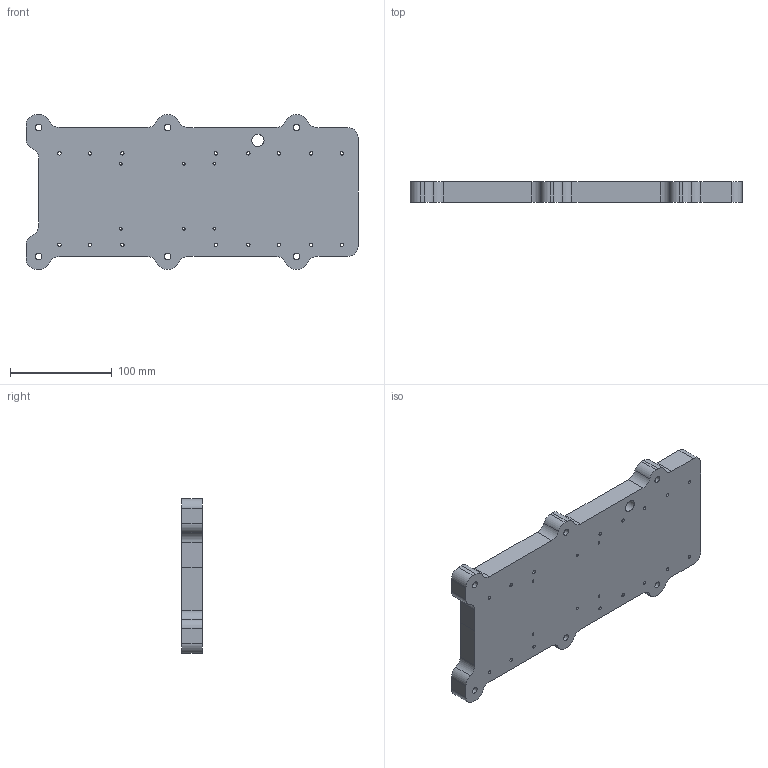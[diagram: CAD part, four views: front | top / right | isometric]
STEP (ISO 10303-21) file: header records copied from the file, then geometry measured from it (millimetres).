
FILE_DESCRIPTION(/* description */ (''),/* implementation_level */ '2;1');
FILE_NAME(/* name */ 'heatSinkBlock-5Head v1.step',/* time_stamp */ '2019-11-11T14:10:49-08:00',/* author */ (''),/* organization */ (''),/* preprocessor_version */ 'ST-DEVELOPER v18',/* originating_system */ 'Autodesk Translation Framework v8.6.0.1094',/* authorisation */ '');
FILE_SCHEMA (('AUTOMOTIVE_DESIGN { 1 0 10303 214 3 1 1 }'));
Length unit declared in the file: millimetre
Products named in the file (1): heatSinkBlock-5Head
Bounding box: 326.92 x 20.37 x 152 mm (x, y, z)
Volume: 842398.4 mm3; surface area: 111967.1 mm2
Topology: 1 solids, 1 shells, 100 faces, 273 edges, 187 vertices
Faces by surface type: cylinder 69, plane 31
Full cylindrical faces by diameter (mm): 2.529 x8, 3.332 x20, 6.5 x6, 11 x6, 12 x1
Entity records: 3426 total; most frequent: DIRECTION 628, CARTESIAN_POINT 561, ORIENTED_EDGE 546, EDGE_CURVE 273, AXIS2_PLACEMENT_3D 254, VERTEX_POINT 187, EDGE_LOOP 170, CIRCLE 153
